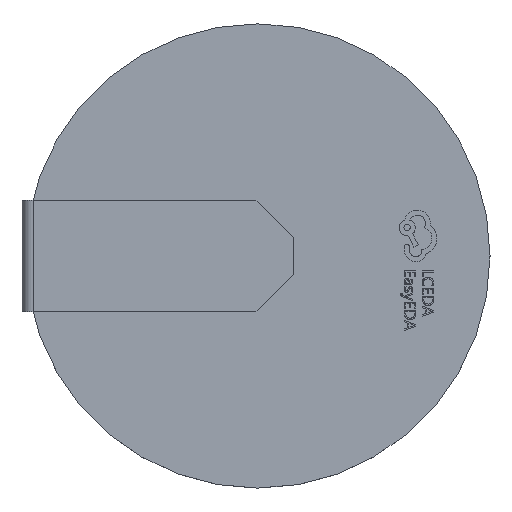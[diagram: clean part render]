
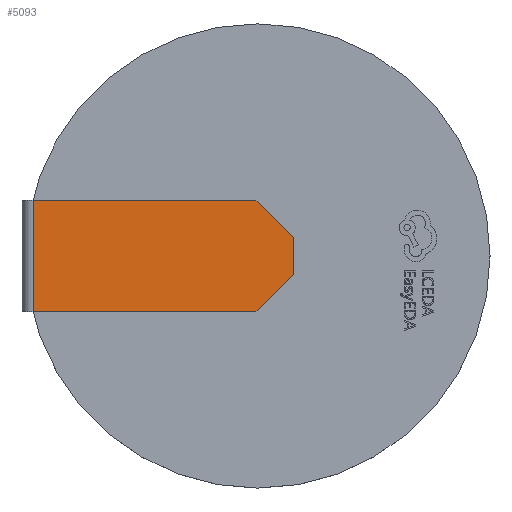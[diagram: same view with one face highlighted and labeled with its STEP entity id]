
A CAD part, top view. The second image highlights one B-rep face of the part: STEP entity #5093.
In plain terms, the highlighted planar face has unit normal (0, 0, 1).
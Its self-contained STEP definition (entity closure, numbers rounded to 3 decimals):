
#393=FACE_OUTER_BOUND('',#664,.T.);
#664=EDGE_LOOP('',(#3228,#3229,#3230,#3231,#3232,#3233));
#971=LINE('',#6845,#1480);
#974=LINE('',#6851,#1483);
#975=LINE('',#6852,#1484);
#976=LINE('',#6854,#1485);
#977=LINE('',#6856,#1486);
#978=LINE('',#6857,#1487);
#1480=VECTOR('',#5745,1.);
#1483=VECTOR('',#5750,1.);
#1484=VECTOR('',#5751,1.);
#1485=VECTOR('',#5752,1.);
#1486=VECTOR('',#5753,1.);
#1487=VECTOR('',#5754,1.);
#1989=VERTEX_POINT('',#6843);
#1990=VERTEX_POINT('',#6844);
#1991=VERTEX_POINT('',#6849);
#1992=VERTEX_POINT('',#6850);
#1993=VERTEX_POINT('',#6853);
#1994=VERTEX_POINT('',#6855);
#2484=EDGE_CURVE('',#1989,#1990,#971,.T.);
#2487=EDGE_CURVE('',#1991,#1992,#974,.T.);
#2488=EDGE_CURVE('',#1991,#1989,#975,.T.);
#2489=EDGE_CURVE('',#1990,#1993,#976,.T.);
#2490=EDGE_CURVE('',#1993,#1994,#977,.T.);
#2491=EDGE_CURVE('',#1992,#1994,#978,.T.);
#3228=ORIENTED_EDGE('',*,*,#2487,.F.);
#3229=ORIENTED_EDGE('',*,*,#2488,.T.);
#3230=ORIENTED_EDGE('',*,*,#2484,.T.);
#3231=ORIENTED_EDGE('',*,*,#2489,.T.);
#3232=ORIENTED_EDGE('',*,*,#2490,.T.);
#3233=ORIENTED_EDGE('',*,*,#2491,.F.);
#4653=PLANE('',#5403);
#5093=ADVANCED_FACE('',(#393),#4653,.F.);
#5403=AXIS2_PLACEMENT_3D('',#6848,#5748,#5749);
#5745=DIRECTION('',(0.,1.,0.));
#5748=DIRECTION('center_axis',(0.,0.,-1.));
#5749=DIRECTION('ref_axis',(1.,0.,0.));
#5750=DIRECTION('',(-1.,0.,0.));
#5751=DIRECTION('',(0.707,0.707,0.));
#5752=DIRECTION('',(-0.707,0.707,0.));
#5753=DIRECTION('',(-1.,0.,0.));
#5754=DIRECTION('',(0.,1.,0.));
#6843=CARTESIAN_POINT('',(1.,-0.5,2.2));
#6844=CARTESIAN_POINT('',(1.,0.5,2.2));
#6845=CARTESIAN_POINT('',(1.,-1.5,2.2));
#6848=CARTESIAN_POINT('Origin',(1.,-1.5,2.2));
#6849=CARTESIAN_POINT('',(0.,-1.5,2.2));
#6850=CARTESIAN_POINT('',(-6.,-1.5,2.2));
#6851=CARTESIAN_POINT('',(1.,-1.5,2.2));
#6852=CARTESIAN_POINT('',(1.,-0.5,2.2));
#6853=CARTESIAN_POINT('',(0.,1.5,2.2));
#6854=CARTESIAN_POINT('',(0.,1.5,2.2));
#6855=CARTESIAN_POINT('',(-6.,1.5,2.2));
#6856=CARTESIAN_POINT('',(1.,1.5,2.2));
#6857=CARTESIAN_POINT('',(-6.,-1.5,2.2));
